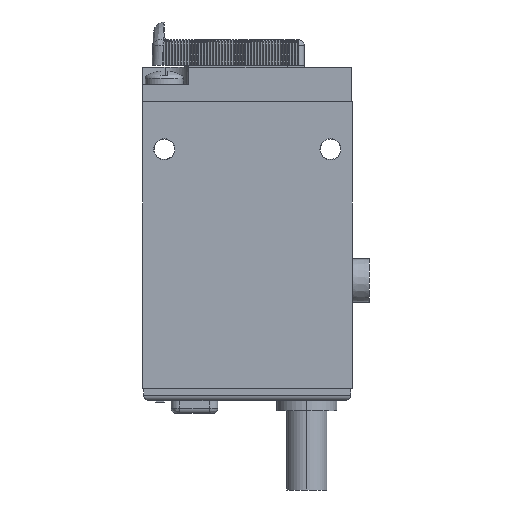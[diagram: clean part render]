
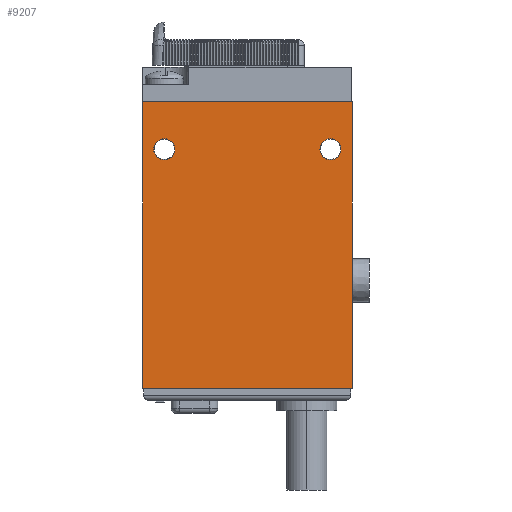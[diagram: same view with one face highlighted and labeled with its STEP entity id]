
A CAD part, left-side view. The second image highlights one B-rep face of the part: STEP entity #9207.
In plain terms, the highlighted planar face has unit normal (-1, 0, 0).
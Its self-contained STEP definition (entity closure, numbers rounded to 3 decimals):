
#1=DIRECTION('',(0.,0.,-1.));
#2=VECTOR('',#1,42.164);
#3=CARTESIAN_POINT('',(-6.02,0.,0.));
#4=LINE('',#3,#2);
#5=DIRECTION('',(0.,1.,0.));
#6=VECTOR('',#5,30.785);
#7=CARTESIAN_POINT('',(-6.02,0.,-42.164));
#8=LINE('',#7,#6);
#9=DIRECTION('',(0.,0.,1.));
#10=VECTOR('',#9,42.164);
#11=CARTESIAN_POINT('',(-6.02,30.785,-42.164));
#12=LINE('',#11,#10);
#13=DIRECTION('',(0.,-1.,0.));
#14=VECTOR('',#13,30.785);
#15=CARTESIAN_POINT('',(-6.02,30.785,0.));
#16=LINE('',#15,#14);
#17=CARTESIAN_POINT('',(-6.02,27.61,-6.985));
#18=DIRECTION('',(1.,0.,0.));
#19=DIRECTION('',(0.,0.,-1.));
#20=AXIS2_PLACEMENT_3D('',#17,#18,#19);
#22=CARTESIAN_POINT('',(-6.02,27.61,-6.985));
#23=DIRECTION('',(1.,0.,0.));
#24=DIRECTION('',(0.,0.,1.));
#25=AXIS2_PLACEMENT_3D('',#22,#23,#24);
#27=CARTESIAN_POINT('',(-6.02,3.175,-6.985));
#28=DIRECTION('',(1.,0.,0.));
#29=DIRECTION('',(0.,0.,-1.));
#30=AXIS2_PLACEMENT_3D('',#27,#28,#29);
#32=CARTESIAN_POINT('',(-6.02,3.175,-6.985));
#33=DIRECTION('',(1.,0.,0.));
#34=DIRECTION('',(0.,0.,1.));
#35=AXIS2_PLACEMENT_3D('',#32,#33,#34);
#7222=CARTESIAN_POINT('',(-6.02,0.,0.));
#7223=CARTESIAN_POINT('',(-6.02,0.,-42.164));
#7224=VERTEX_POINT('',#7222);
#7225=VERTEX_POINT('',#7223);
#7226=CARTESIAN_POINT('',(-6.02,30.785,-42.164));
#7227=VERTEX_POINT('',#7226);
#7228=CARTESIAN_POINT('',(-6.02,30.785,0.));
#7229=VERTEX_POINT('',#7228);
#7238=CARTESIAN_POINT('',(-6.02,27.61,-8.535));
#7239=CARTESIAN_POINT('',(-6.02,27.61,-5.435));
#7240=VERTEX_POINT('',#7238);
#7241=VERTEX_POINT('',#7239);
#7242=CARTESIAN_POINT('',(-6.02,3.175,-8.535));
#7243=CARTESIAN_POINT('',(-6.02,3.175,-5.435));
#7244=VERTEX_POINT('',#7242);
#7245=VERTEX_POINT('',#7243);
#9180=CARTESIAN_POINT('',(-6.02,0.,0.));
#9181=DIRECTION('',(1.,0.,0.));
#9182=DIRECTION('',(0.,0.,-1.));
#9183=AXIS2_PLACEMENT_3D('',#9180,#9181,#9182);
#9184=PLANE('',#9183);
#9186=ORIENTED_EDGE('',*,*,#9185,.T.);
#9188=ORIENTED_EDGE('',*,*,#9187,.T.);
#9190=ORIENTED_EDGE('',*,*,#9189,.T.);
#9192=ORIENTED_EDGE('',*,*,#9191,.T.);
#9193=EDGE_LOOP('',(#9186,#9188,#9190,#9192));
#9194=FACE_OUTER_BOUND('',#9193,.F.);
#9196=ORIENTED_EDGE('',*,*,#9195,.F.);
#9198=ORIENTED_EDGE('',*,*,#9197,.F.);
#9199=EDGE_LOOP('',(#9196,#9198));
#9200=FACE_BOUND('',#9199,.F.);
#9202=ORIENTED_EDGE('',*,*,#9201,.F.);
#9204=ORIENTED_EDGE('',*,*,#9203,.F.);
#9205=EDGE_LOOP('',(#9202,#9204));
#9206=FACE_BOUND('',#9205,.F.);
#9207=ADVANCED_FACE('',(#9194,#9200,#9206),#9184,.F.);
#21=CIRCLE('',#20,1.55);
#26=CIRCLE('',#25,1.55);
#31=CIRCLE('',#30,1.55);
#36=CIRCLE('',#35,1.55);
#9185=EDGE_CURVE('',#7224,#7225,#4,.T.);
#9187=EDGE_CURVE('',#7225,#7227,#8,.T.);
#9189=EDGE_CURVE('',#7227,#7229,#12,.T.);
#9191=EDGE_CURVE('',#7229,#7224,#16,.T.);
#9195=EDGE_CURVE('',#7240,#7241,#21,.T.);
#9197=EDGE_CURVE('',#7241,#7240,#26,.T.);
#9201=EDGE_CURVE('',#7244,#7245,#31,.T.);
#9203=EDGE_CURVE('',#7245,#7244,#36,.T.);
